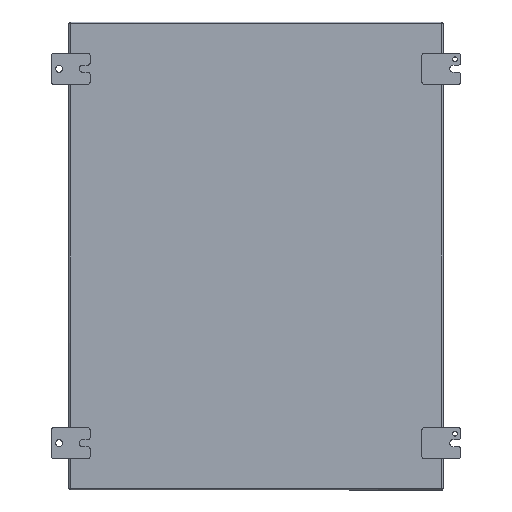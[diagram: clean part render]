
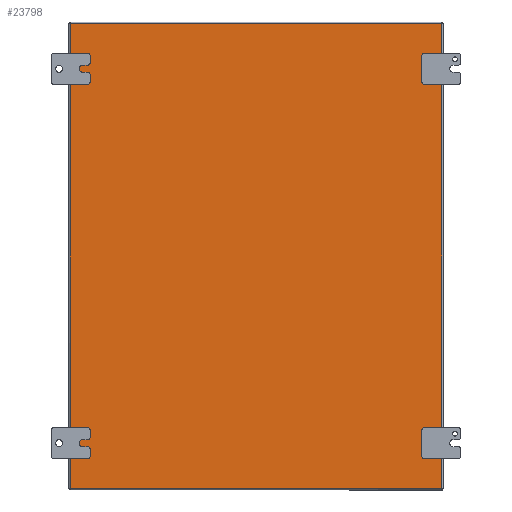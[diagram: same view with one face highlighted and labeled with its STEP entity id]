
A CAD part, left-side view. The second image highlights one B-rep face of the part: STEP entity #23798.
In plain terms, the highlighted face is planar.
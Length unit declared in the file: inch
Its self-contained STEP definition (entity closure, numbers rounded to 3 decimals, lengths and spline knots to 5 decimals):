
#589 = EDGE_CURVE ( 'NONE', #98345, #11829, #67280, .T. ) ;
#1014 = VERTEX_POINT ( 'NONE', #42326 ) ;
#2306 = ORIENTED_EDGE ( 'NONE', *, *, #99513, .F. ) ;
#3512 = CARTESIAN_POINT ( 'NONE',  ( -14.892, 0., -11.892 ) ) ;
#9996 = EDGE_LOOP ( 'NONE', ( #76482, #64667, #2306, #71453 ) ) ;
#11110 = FACE_OUTER_BOUND ( 'NONE', #9996, .T. ) ;
#11829 = VERTEX_POINT ( 'NONE', #3512 ) ;
#12240 = EDGE_CURVE ( 'NONE', #1014, #59607, #27938, .T. ) ;
#12456 = PLANE ( 'NONE',  #40453 ) ;
#18918 = CARTESIAN_POINT ( 'NONE',  ( -14.892, 0., 11.892 ) ) ;
#19691 = DIRECTION ( 'NONE',  ( 0., 0., -1. ) ) ;
#22047 = VECTOR ( 'NONE', #52886, 39.37008 ) ;
#23798 = ADVANCED_FACE ( 'NONE', ( #11110 ), #12456, .F. ) ;
#27938 = LINE ( 'NONE', #43178, #93869 ) ;
#28128 = DIRECTION ( 'NONE',  ( 1., 0., 0. ) ) ;
#35917 = DIRECTION ( 'NONE',  ( 0., -1., 0. ) ) ;
#40048 = CARTESIAN_POINT ( 'NONE',  ( 14.892, 0., 11.892 ) ) ;
#40453 = AXIS2_PLACEMENT_3D ( 'NONE', #85392, #35917, #19691 ) ;
#41836 = LINE ( 'NONE', #75793, #76724 ) ;
#42326 = CARTESIAN_POINT ( 'NONE',  ( 14.892, 0., -11.892 ) ) ;
#43178 = CARTESIAN_POINT ( 'NONE',  ( 14.892, 0., -12. ) ) ;
#43837 = DIRECTION ( 'NONE',  ( -1., 0., 0. ) ) ;
#52886 = DIRECTION ( 'NONE',  ( 0., 0., -1. ) ) ;
#57257 = VECTOR ( 'NONE', #43837, 39.37008 ) ;
#59607 = VERTEX_POINT ( 'NONE', #40048 ) ;
#64667 = ORIENTED_EDGE ( 'NONE', *, *, #589, .F. ) ;
#64777 = CARTESIAN_POINT ( 'NONE',  ( -15., 0., 11.892 ) ) ;
#67280 = LINE ( 'NONE', #102306, #22047 ) ;
#71453 = ORIENTED_EDGE ( 'NONE', *, *, #12240, .F. ) ;
#75286 = LINE ( 'NONE', #64777, #57257 ) ;
#75793 = CARTESIAN_POINT ( 'NONE',  ( -15., 0., -11.892 ) ) ;
#76482 = ORIENTED_EDGE ( 'NONE', *, *, #104497, .F. ) ;
#76724 = VECTOR ( 'NONE', #28128, 39.37008 ) ;
#84295 = DIRECTION ( 'NONE',  ( 0., 0., 1. ) ) ;
#85392 = CARTESIAN_POINT ( 'NONE',  ( -15., 0., -12. ) ) ;
#93869 = VECTOR ( 'NONE', #84295, 39.37008 ) ;
#98345 = VERTEX_POINT ( 'NONE', #18918 ) ;
#99513 = EDGE_CURVE ( 'NONE', #59607, #98345, #75286, .T. ) ;
#102306 = CARTESIAN_POINT ( 'NONE',  ( -14.892, 0., -12. ) ) ;
#104497 = EDGE_CURVE ( 'NONE', #11829, #1014, #41836, .T. ) ;
